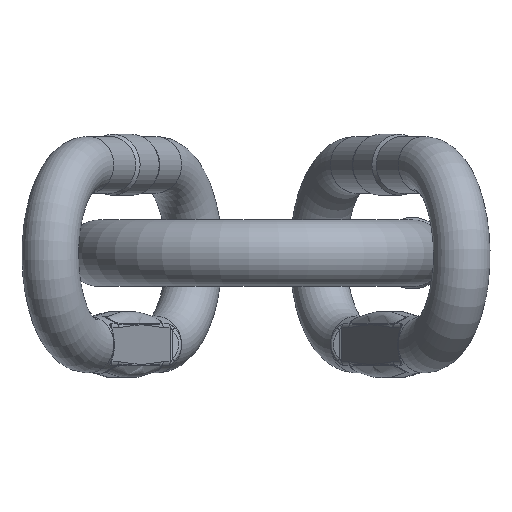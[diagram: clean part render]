
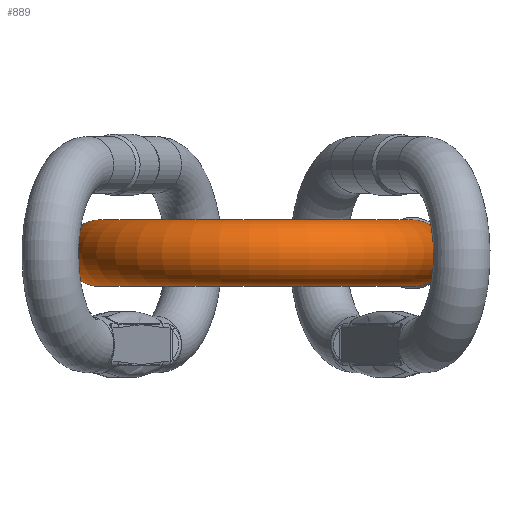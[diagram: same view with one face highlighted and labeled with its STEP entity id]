
A CAD part, front view. The second image highlights one B-rep face of the part: STEP entity #889.
In plain terms, the highlighted toroidal (fillet/blend) face has major radius 63.5 mm and minor radius 13.5 mm.
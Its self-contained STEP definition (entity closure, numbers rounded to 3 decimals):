
#546=TOROIDAL_SURFACE('',#6147,63.5,13.5);
#681=CIRCLE('',#6138,13.5);
#682=CIRCLE('',#6140,13.5);
#889=ADVANCED_FACE('',(#1761,#1762),#546,.T.);
#1761=FACE_BOUND('',#1960,.T.);
#1762=FACE_BOUND('',#1961,.T.);
#1960=EDGE_LOOP('',(#2872));
#1961=EDGE_LOOP('',(#2873));
#2872=ORIENTED_EDGE('',*,*,#4824,.F.);
#2873=ORIENTED_EDGE('',*,*,#4823,.T.);
#4185=VERTEX_POINT('',#10710);
#4186=VERTEX_POINT('',#10713);
#4823=EDGE_CURVE('',#4185,#4185,#681,.T.);
#4824=EDGE_CURVE('',#4186,#4186,#682,.T.);
#6138=AXIS2_PLACEMENT_3D('',#10709,#6807,#6808);
#6140=AXIS2_PLACEMENT_3D('',#10712,#6811,#6812);
#6147=AXIS2_PLACEMENT_3D('',#10723,#6825,#6826);
#6807=DIRECTION('',(0.,-1.,0.));
#6808=DIRECTION('',(1.,0.,0.));
#6811=DIRECTION('',(0.,1.,0.));
#6812=DIRECTION('',(-1.,0.,0.));
#6825=DIRECTION('',(0.,0.,-1.));
#6826=DIRECTION('',(-1.,0.,0.));
#10709=CARTESIAN_POINT('',(-63.5,-40.,0.));
#10710=CARTESIAN_POINT('',(-50.,-40.,0.));
#10712=CARTESIAN_POINT('',(63.5,-40.,0.));
#10713=CARTESIAN_POINT('',(50.,-40.,0.));
#10723=CARTESIAN_POINT('',(0.,-40.,0.));
